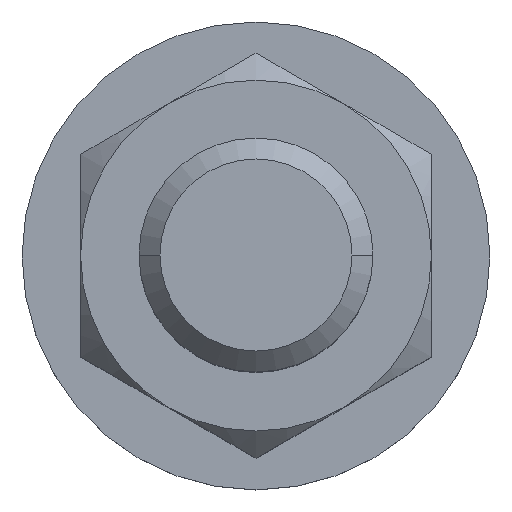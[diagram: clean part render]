
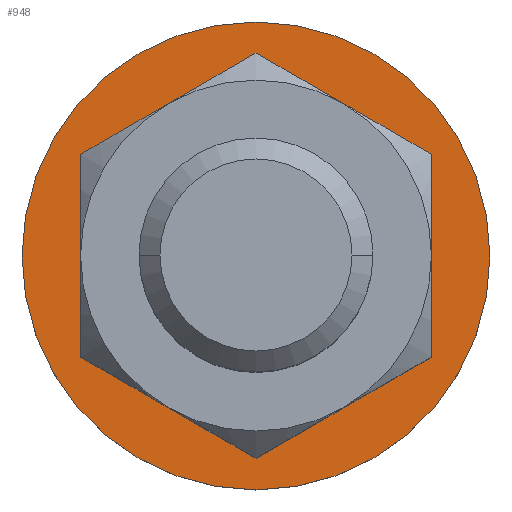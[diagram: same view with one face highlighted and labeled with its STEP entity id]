
A CAD part, top view. The second image highlights one B-rep face of the part: STEP entity #948.
In plain terms, the highlighted face is planar.
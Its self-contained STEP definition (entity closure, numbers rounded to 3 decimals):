
#843=CARTESIAN_POINT('',(0.,1.25,0.));
#844=DIRECTION('',(0.,1.,0.));
#845=DIRECTION('',(1.,0.,0.));
#846=AXIS2_PLACEMENT_3D('',#843,#844,#845);
#848=CARTESIAN_POINT('',(0.,1.25,0.));
#849=DIRECTION('',(0.,1.,0.));
#850=DIRECTION('',(-1.,0.,0.));
#851=AXIS2_PLACEMENT_3D('',#848,#849,#850);
#853=CARTESIAN_POINT('',(0.,1.25,0.));
#854=DIRECTION('',(0.,-1.,0.));
#855=DIRECTION('',(1.,0.,0.));
#856=AXIS2_PLACEMENT_3D('',#853,#854,#855);
#858=CARTESIAN_POINT('',(0.,1.25,0.));
#859=DIRECTION('',(0.,-1.,0.));
#860=DIRECTION('',(-1.,0.,0.));
#861=AXIS2_PLACEMENT_3D('',#858,#859,#860);
#879=CARTESIAN_POINT('',(12.,1.25,0.));
#880=CARTESIAN_POINT('',(-12.,1.25,0.));
#881=VERTEX_POINT('',#879);
#882=VERTEX_POINT('',#880);
#883=CARTESIAN_POINT('',(6.5,1.25,0.));
#884=CARTESIAN_POINT('',(-6.5,1.25,0.));
#885=VERTEX_POINT('',#883);
#886=VERTEX_POINT('',#884);
#933=CARTESIAN_POINT('',(0.,1.25,0.));
#934=DIRECTION('',(0.,1.,0.));
#935=DIRECTION('',(1.,0.,0.));
#936=AXIS2_PLACEMENT_3D('',#933,#934,#935);
#937=PLANE('',#936);
#938=ORIENTED_EDGE('',*,*,#913,.F.);
#939=ORIENTED_EDGE('',*,*,#927,.F.);
#940=EDGE_LOOP('',(#938,#939));
#941=FACE_OUTER_BOUND('',#940,.F.);
#943=ORIENTED_EDGE('',*,*,#942,.F.);
#945=ORIENTED_EDGE('',*,*,#944,.F.);
#946=EDGE_LOOP('',(#943,#945));
#947=FACE_BOUND('',#946,.F.);
#948=ADVANCED_FACE('',(#941,#947),#937,.T.);
#847=CIRCLE('',#846,12.);
#852=CIRCLE('',#851,12.);
#857=CIRCLE('',#856,6.5);
#862=CIRCLE('',#861,6.5);
#913=EDGE_CURVE('',#881,#882,#847,.T.);
#927=EDGE_CURVE('',#882,#881,#852,.T.);
#942=EDGE_CURVE('',#885,#886,#857,.T.);
#944=EDGE_CURVE('',#886,#885,#862,.T.);
